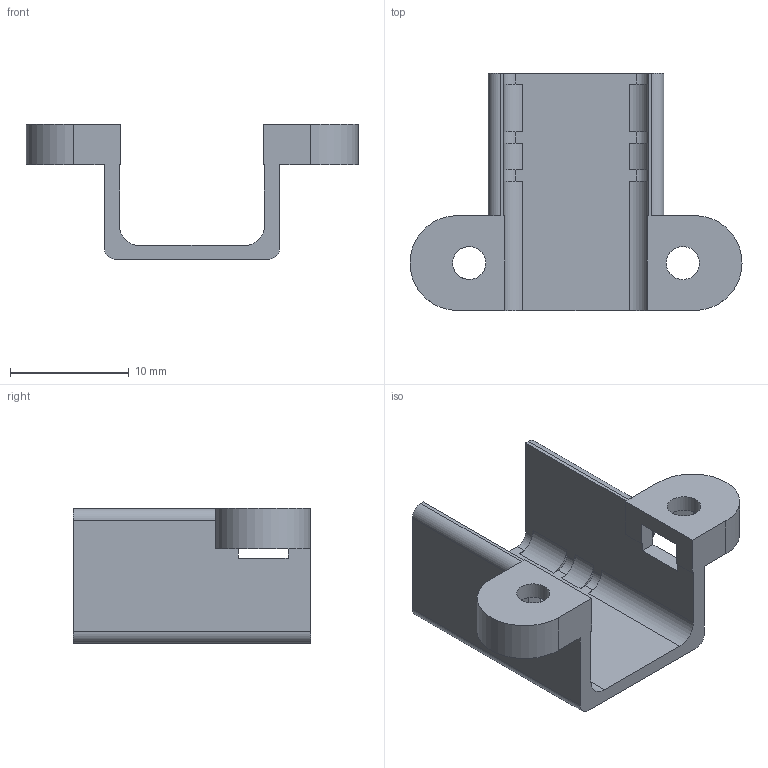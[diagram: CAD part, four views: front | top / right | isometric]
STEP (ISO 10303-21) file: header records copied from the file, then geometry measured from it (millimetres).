
FILE_DESCRIPTION(('FreeCAD Model'),'2;1');
FILE_NAME('Open CASCADE Shape Model','2025-10-04T14:59:36',('Author'),( ''),'Open CASCADE STEP processor 7.8','FreeCAD','Unknown');
FILE_SCHEMA(('AUTOMOTIVE_DESIGN { 1 0 10303 214 1 1 1 1 }'));
Length unit declared in the file: millimetre
Products named in the file (1): MotorBacket
Bounding box: 28 x 20 x 11.4 mm (x, y, z)
Volume: 1080.9 mm3; surface area: 1807.6 mm2
Topology: 1 solids, 1 shells, 72 faces, 222 edges, 148 vertices
Faces by surface type: plane 52, cylinder 20
Full cylindrical faces by diameter (mm): 2.8 x2
Entity records: 2506 total; most frequent: ORIENTED_EDGE 444, CARTESIAN_POINT 443, DIRECTION 410, EDGE_CURVE 222, LINE 180, VECTOR 180, VERTEX_POINT 148, AXIS2_PLACEMENT_3D 115
